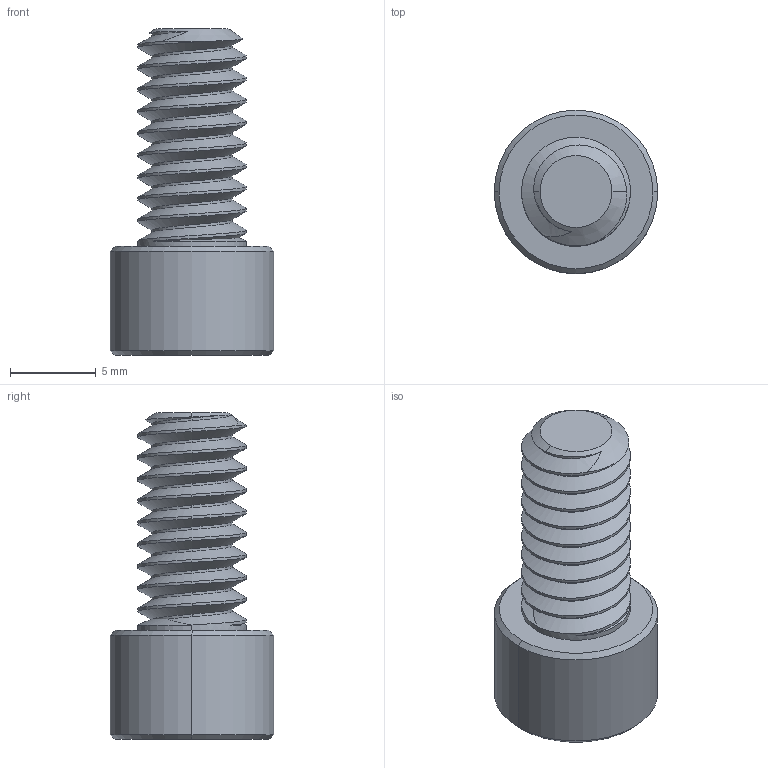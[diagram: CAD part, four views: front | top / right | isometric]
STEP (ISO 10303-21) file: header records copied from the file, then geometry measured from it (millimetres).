
FILE_DESCRIPTION (( 'STEP AP203' ), '1' );
FILE_NAME ('91274A156_Zinc-Aluminum-Coated Alloy Steel Socket Head Screw.STEP', '2021-07-09T13:59:54', ( 'Administrator' ), ( 'Managed by Terraform' ), 'SwSTEP 2.0', 'SolidWorks 2017', '' );
FILE_SCHEMA (( 'CONFIG_CONTROL_DESIGN' ));
Length unit declared in the file: inch
Products named in the file (1): 91274A156_Zinc-Aluminum-Coated Alloy Steel Socket Head Screw
Bounding box: 9.53 x 9.53 x 19.05 mm (x, y, z)
Volume: 687.3 mm3; surface area: 745.3 mm2
Topology: 1 solids, 1 shells, 70 faces, 181 edges, 115 vertices
Faces by surface type: cylinder 42, cone 16, plane 10, bspline 2
Entity records: 3295 total; most frequent: CARTESIAN_POINT 1760, ORIENTED_EDGE 362, DIRECTION 252, EDGE_CURVE 181, VERTEX_POINT 115, AXIS2_PLACEMENT_3D 95, EDGE_LOOP 72, ADVANCED_FACE 70
